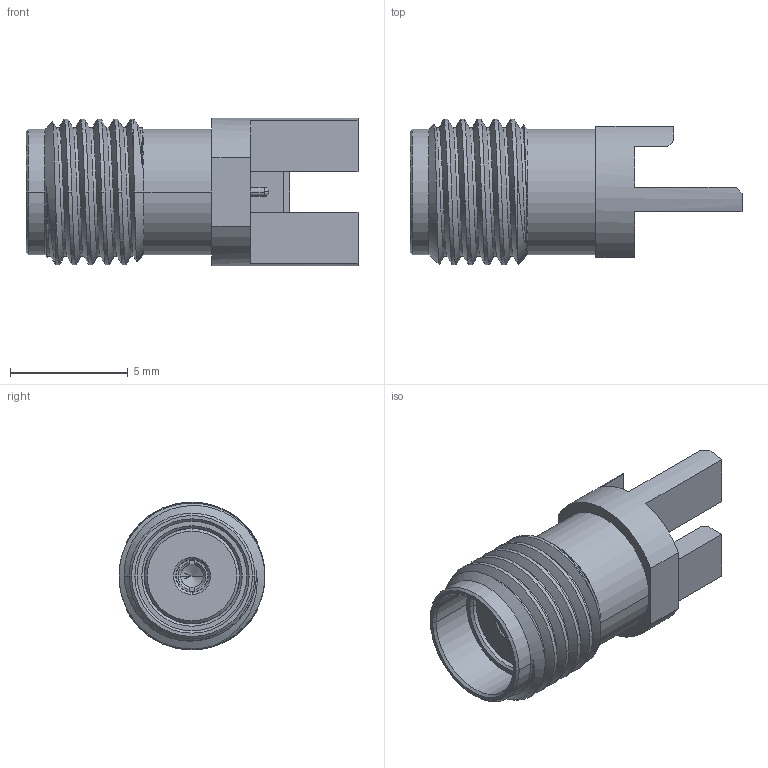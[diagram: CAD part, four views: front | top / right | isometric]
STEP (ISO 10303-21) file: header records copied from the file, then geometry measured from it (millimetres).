
FILE_DESCRIPTION((''),'2;1');
FILE_NAME('901-10513-2_SW0001','2022-11-28T09:18:46',('fkery'),(''),'CREO PARAMETRIC BY PTC INC, 2019444','CREO PARAMETRIC BY PTC INC, 2019444','');
FILE_SCHEMA(('CONFIG_CONTROL_DESIGN'));
Length unit declared in the file: millimetre
Products named in the file (1): 901-10513-2_SW0001
Bounding box: 14.08 x 6.19 x 6.27 mm (x, y, z)
Volume: 229.6 mm3; surface area: 487 mm2
Topology: 1 solids, 1 shells, 103 faces, 252 edges, 157 vertices
Faces by surface type: cylinder 35, plane 33, cone 24, bspline 9, sphere 2
Entity records: 5791 total; most frequent: CARTESIAN_POINT 3379, ORIENTED_EDGE 496, DIRECTION 487, EDGE_CURVE 248, AXIS2_PLACEMENT_3D 189, VERTEX_POINT 157, EDGE_LOOP 113, VECTOR 109
